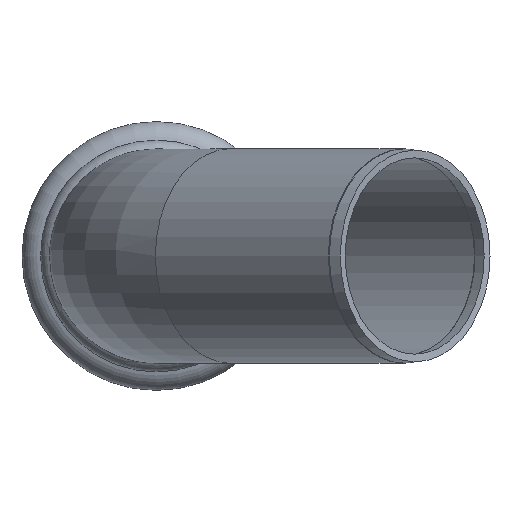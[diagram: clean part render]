
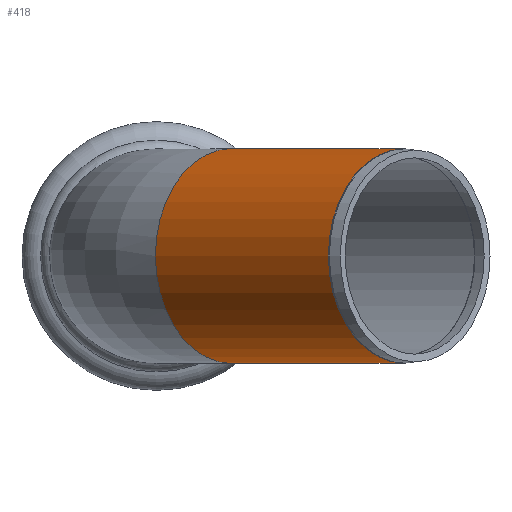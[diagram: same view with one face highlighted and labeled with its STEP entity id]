
A CAD part, left-side view. The second image highlights one B-rep face of the part: STEP entity #418.
In plain terms, the highlighted cylindrical face has radius 21 mm (diameter 42 mm), a full revolution.
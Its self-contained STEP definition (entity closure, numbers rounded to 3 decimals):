
#44=FACE_OUTER_BOUND('',#63,.T.);
#63=EDGE_LOOP('',(#334,#335,#336,#337,#338,#339,#340));
#78=LINE('',#766,#88);
#88=VECTOR('',#625,21.);
#125=CIRCLE('',#490,21.);
#126=CIRCLE('',#491,21.);
#127=CIRCLE('',#492,21.);
#129=CIRCLE('',#495,21.);
#130=CIRCLE('',#496,21.);
#175=VERTEX_POINT('',#755);
#176=VERTEX_POINT('',#756);
#177=VERTEX_POINT('',#758);
#178=VERTEX_POINT('',#763);
#179=VERTEX_POINT('',#764);
#234=EDGE_CURVE('',#175,#176,#125,.T.);
#235=EDGE_CURVE('',#177,#175,#126,.T.);
#236=EDGE_CURVE('',#176,#177,#127,.T.);
#238=EDGE_CURVE('',#178,#179,#129,.T.);
#239=EDGE_CURVE('',#179,#177,#78,.T.);
#240=EDGE_CURVE('',#179,#178,#130,.T.);
#334=ORIENTED_EDGE('',*,*,#238,.T.);
#335=ORIENTED_EDGE('',*,*,#239,.T.);
#336=ORIENTED_EDGE('',*,*,#235,.T.);
#337=ORIENTED_EDGE('',*,*,#234,.T.);
#338=ORIENTED_EDGE('',*,*,#236,.T.);
#339=ORIENTED_EDGE('',*,*,#239,.F.);
#340=ORIENTED_EDGE('',*,*,#240,.T.);
#405=CYLINDRICAL_SURFACE('',#494,21.);
#418=ADVANCED_FACE('',(#44),#405,.T.);
#490=AXIS2_PLACEMENT_3D('',#757,#613,#614);
#491=AXIS2_PLACEMENT_3D('',#759,#615,#616);
#492=AXIS2_PLACEMENT_3D('',#760,#617,#618);
#494=AXIS2_PLACEMENT_3D('',#762,#621,#622);
#495=AXIS2_PLACEMENT_3D('',#765,#623,#624);
#496=AXIS2_PLACEMENT_3D('',#767,#626,#627);
#613=DIRECTION('center_axis',(0.707,0.707,0.));
#614=DIRECTION('ref_axis',(-0.707,0.707,0.));
#615=DIRECTION('center_axis',(0.707,0.707,0.));
#616=DIRECTION('ref_axis',(-0.707,0.707,0.));
#617=DIRECTION('center_axis',(0.707,0.707,0.));
#618=DIRECTION('ref_axis',(-0.707,0.707,0.));
#621=DIRECTION('center_axis',(0.707,0.707,0.));
#622=DIRECTION('ref_axis',(-0.707,0.707,0.));
#623=DIRECTION('center_axis',(-0.707,-0.707,0.));
#624=DIRECTION('ref_axis',(0.707,-0.707,0.));
#625=DIRECTION('',(-0.707,-0.707,0.));
#626=DIRECTION('center_axis',(-0.707,-0.707,0.));
#627=DIRECTION('ref_axis',(0.707,-0.707,0.));
#755=CARTESIAN_POINT('',(-114.108,-33.699,0.));
#756=CARTESIAN_POINT('',(-99.258,-48.548,21.));
#757=CARTESIAN_POINT('Origin',(-99.258,-48.548,0.));
#758=CARTESIAN_POINT('',(-84.409,-63.397,0.));
#759=CARTESIAN_POINT('Origin',(-99.258,-48.548,0.));
#760=CARTESIAN_POINT('Origin',(-99.258,-48.548,0.));
#762=CARTESIAN_POINT('Origin',(-82.307,-31.596,0.));
#763=CARTESIAN_POINT('',(-65.355,-14.645,-21.));
#764=CARTESIAN_POINT('',(-50.506,-29.494,0.));
#765=CARTESIAN_POINT('Origin',(-65.355,-14.645,0.));
#766=CARTESIAN_POINT('',(-67.458,-46.445,0.));
#767=CARTESIAN_POINT('Origin',(-65.355,-14.645,0.));
